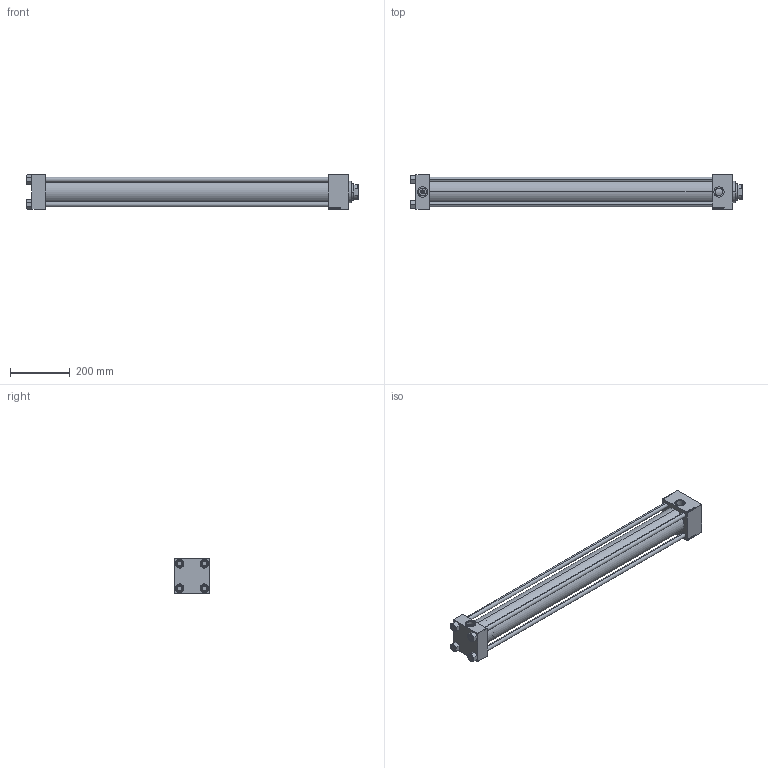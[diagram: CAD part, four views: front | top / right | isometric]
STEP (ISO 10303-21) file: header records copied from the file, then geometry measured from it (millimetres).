
FILE_DESCRIPTION (( 'STEP AP203' ), '1' );
FILE_NAME ('769b.STEP', '2025-02-18T20:48:42', ( '' ), ( '' ), 'SwSTEP 2.0', 'SolidWorks 2019', '' );
FILE_SCHEMA (( 'CONFIG_CONTROL_DESIGN' ));
Length unit declared in the file: millimetre
Products named in the file (6): NUT_M5_C 925e82d84ea9a016f3344793a3ec0624; 769b; V215CR_C_Body 925e82d84ea9a016f3344793a3ec0624; V215_VC_A 925e82d84ea9a016f3344793a3ec0624; V215CR_VCP_C 925e82d84ea9a016f3344793a3ec0624; V215CR_C_TYCINKA 925e82d84ea9a016f3344793a3ec0624
Assembly tree (11 placements, depth 2):
  769b
    V215CR_C_Body 925e82d84ea9a016f3344793a3ec0624
    V215CR_VCP_C 925e82d84ea9a016f3344793a3ec0624
    NUT_M5_C 925e82d84ea9a016f3344793a3ec0624  x4
    V215CR_C_TYCINKA 925e82d84ea9a016f3344793a3ec0624  x4
    V215_VC_A 925e82d84ea9a016f3344793a3ec0624
Bounding box: 1110 x 115 x 115 mm (x, y, z)
Volume: 5425620.6 mm3; surface area: 1070890.8 mm2
Topology: 11 solids, 11 shells, 1193 faces, 3028 edges, 1973 vertices
Faces by surface type: plane 573, bspline 392, cone 136, cylinder 84, torus 8
Entity records: 50670 total; most frequent: CARTESIAN_POINT 27247, ORIENTED_EDGE 5320, DIRECTION 3360, EDGE_CURVE 2660, VERTEX_POINT 1751, VECTOR 1612, LINE 1612, EDGE_LOOP 1165
